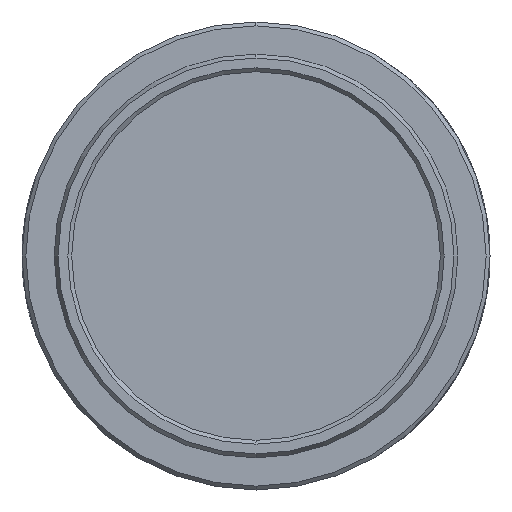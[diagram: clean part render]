
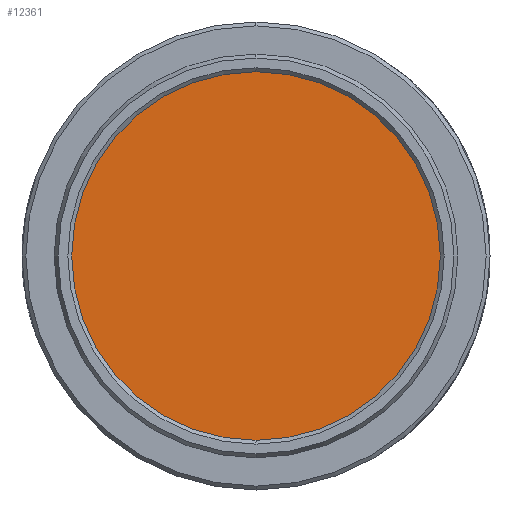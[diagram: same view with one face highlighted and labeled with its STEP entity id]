
A CAD part, left-side view. The second image highlights one B-rep face of the part: STEP entity #12361.
In plain terms, the highlighted planar face has unit normal (-1, 0, 0).
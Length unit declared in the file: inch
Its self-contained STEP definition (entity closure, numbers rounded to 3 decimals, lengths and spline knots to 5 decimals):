
#2 = AXIS2_PLACEMENT_3D ( 'NONE', #10857, #1232, #9693 ) ;
#194 = ORIENTED_EDGE ( 'NONE', *, *, #13191, .F. ) ;
#1232 = DIRECTION ( 'NONE',  ( 1., 0., 0. ) ) ;
#1316 = CARTESIAN_POINT ( 'NONE',  ( -0.075, 0., 0. ) ) ;
#2522 = DIRECTION ( 'NONE',  ( 0., 0., -1. ) ) ;
#3116 = CARTESIAN_POINT ( 'NONE',  ( -0.075, 0., -0.5 ) ) ;
#3996 = EDGE_CURVE ( 'NONE', #14513, #11520, #12778, .T. ) ;
#5554 = CARTESIAN_POINT ( 'NONE',  ( -0.075, 0., 0. ) ) ;
#6019 = PLANE ( 'NONE',  #2 ) ;
#6073 = EDGE_LOOP ( 'NONE', ( #194, #12422 ) ) ;
#6550 = AXIS2_PLACEMENT_3D ( 'NONE', #5554, #14017, #6790 ) ;
#6790 = DIRECTION ( 'NONE',  ( 0., 0., -1. ) ) ;
#9693 = DIRECTION ( 'NONE',  ( 0., 0., -1. ) ) ;
#9768 = DIRECTION ( 'NONE',  ( 1., 0., 0. ) ) ;
#10857 = CARTESIAN_POINT ( 'NONE',  ( -0.075, 0., 0. ) ) ;
#11472 = FACE_OUTER_BOUND ( 'NONE', #6073, .T. ) ;
#11520 = VERTEX_POINT ( 'NONE', #3116 ) ;
#12129 = AXIS2_PLACEMENT_3D ( 'NONE', #1316, #9768, #2522 ) ;
#12361 = ADVANCED_FACE ( 'NONE', ( #11472 ), #6019, .F. ) ;
#12422 = ORIENTED_EDGE ( 'NONE', *, *, #3996, .F. ) ;
#12778 = CIRCLE ( 'NONE', #6550, 0.5 ) ;
#13191 = EDGE_CURVE ( 'NONE', #11520, #14513, #14814, .T. ) ;
#13973 = CARTESIAN_POINT ( 'NONE',  ( -0.075, 0., 0.5 ) ) ;
#14017 = DIRECTION ( 'NONE',  ( 1., 0., 0. ) ) ;
#14513 = VERTEX_POINT ( 'NONE', #13973 ) ;
#14814 = CIRCLE ( 'NONE', #12129, 0.5 ) ;
